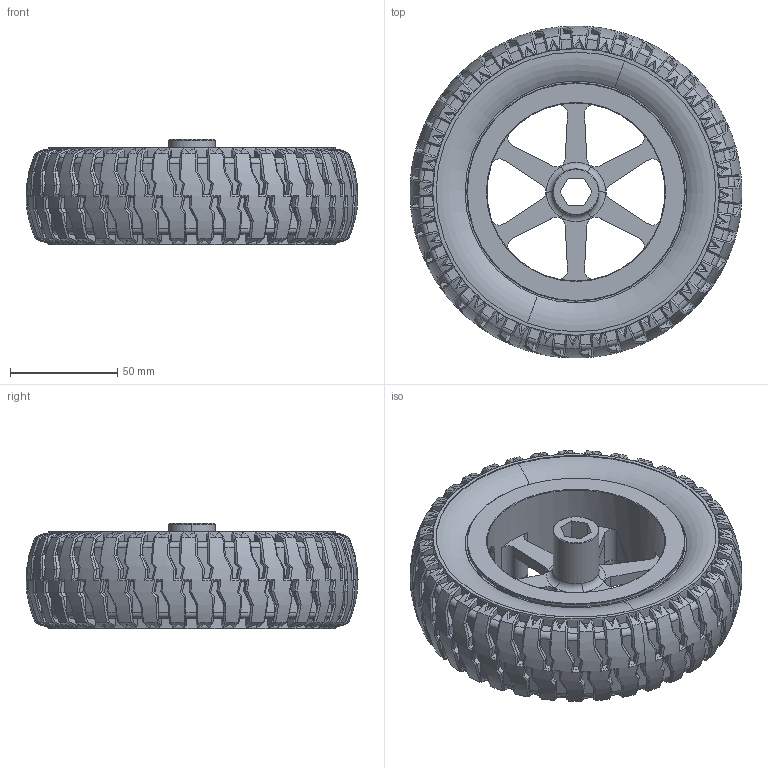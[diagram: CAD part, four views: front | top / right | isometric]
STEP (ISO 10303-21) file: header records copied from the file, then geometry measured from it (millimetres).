
FILE_DESCRIPTION (( 'STEP AP214' ), '1' );
FILE_NAME ('WCP-0049 Rev2 6INCH.STEP', '2019-01-08T02:55:22', ( '' ), ( '' ), 'SwSTEP 2.0', 'SolidWorks 2018', '' );
FILE_SCHEMA (( 'AUTOMOTIVE_DESIGN' ));
Length unit declared in the file: inch
Products named in the file (6): mcmaster_91255A192_91255A192; WCP-0049-001 Rev1; WCP-0047 Rev1; WCP-0049-002 Rev1; WCP-0049 Rev2 6INCH; WCP-0100 Rev2
Assembly tree (10 placements, depth 2):
  WCP-0049 Rev2 6INCH
    WCP-0049-001 Rev1
    WCP-0049-002 Rev1
    mcmaster_91255A192_91255A192  x6
    WCP-0100 Rev2
    WCP-0047 Rev1
Bounding box: 154.43 x 154.43 x 48.85 mm (x, y, z)
Volume: 526489 mm3; surface area: 125871.5 mm2
Topology: 10 solids, 10 shells, 2222 faces, 6552 edges, 4348 vertices
Faces by surface type: plane 972, bspline 724, cylinder 221, cone 202, torus 91, sphere 12
Entity records: 108002 total; most frequent: CARTESIAN_POINT 58373, ORIENTED_EDGE 12590, DIRECTION 6874, EDGE_CURVE 6295, VERTEX_POINT 4208, B_SPLINE_CURVE_WITH_KNOTS 3224, AXIS2_PLACEMENT_3D 2417, EDGE_LOOP 2137
